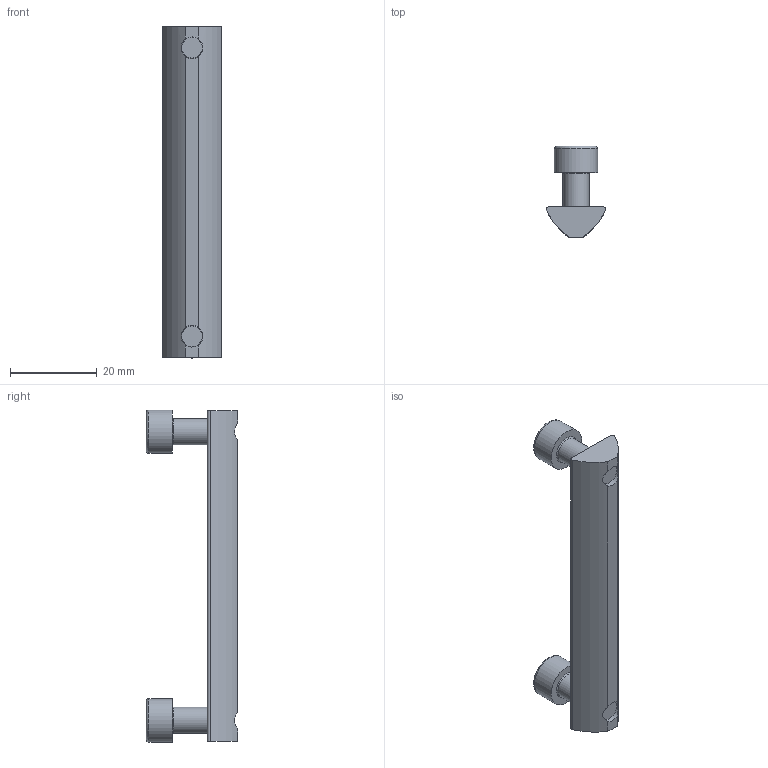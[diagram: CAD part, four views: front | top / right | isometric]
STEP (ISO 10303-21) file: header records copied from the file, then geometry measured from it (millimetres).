
FILE_DESCRIPTION(/* description */ (''),/* implementation_level */ '2;1');
FILE_NAME(/* name */ '22114_KriTec_Befestigungssatz_8_80_D30_1.stp',/* time_stamp */ '2021-04-19T12:26:36+02:00',/* author */ ('jendrek'),/* organization */ (''),/* preprocessor_version */ 'ST-DEVELOPER v17',/* originating_system */ 'Autodesk Inventor 2018',/* authorisation */ '');
FILE_SCHEMA (('AUTOMOTIVE_DESIGN { 1 0 10303 214 3 1 1 }'));
Length unit declared in the file: millimetre
Products named in the file (3): 22114 KriTec Befestigungssatz 8 80 D30; 22114; 10611
Assembly tree (3 placements, depth 2):
  22114 KriTec Befestigungssatz 8 80 D30
    22114
    10611  x2
Bounding box: 13.7 x 21 x 76.4 mm (x, y, z)
Volume: 6475 mm3; surface area: 4178.3 mm2
Topology: 3 solids, 3 shells, 42 faces, 120 edges, 84 vertices
Faces by surface type: plane 24, cylinder 10, torus 4, cone 4
Full cylindrical faces by diameter (mm): 5 x2, 6 x2, 10 x2
Entity records: 1077 total; most frequent: CARTESIAN_POINT 234, DIRECTION 168, ORIENTED_EDGE 156, EDGE_CURVE 78, AXIS2_PLACEMENT_3D 68, VERTEX_POINT 55, CIRCLE 35, LINE 32
